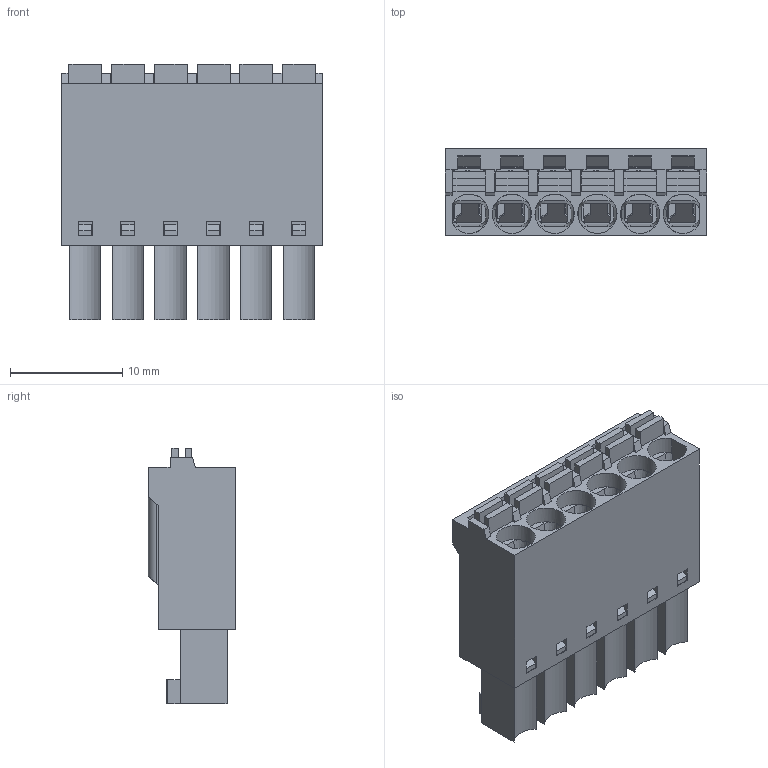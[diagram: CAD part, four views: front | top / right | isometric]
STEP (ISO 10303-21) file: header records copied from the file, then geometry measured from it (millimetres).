
FILE_DESCRIPTION(/* description */ ('Unknown'),/* implementation_level */ '2;1');
FILE_NAME(/* name */ '691304330006',/* time_stamp */ '2018-04-25T17:06:37+02:00',/* author */ ('Unknown'),/* organization */ ('Unknown'),/* preprocessor_version */ 'ST-DEVELOPER v16.7',/* originating_system */ 'DEX',/* authorisation */ $);
FILE_SCHEMA (('AUTOMOTIVE_DESIGN {1 0 10303 214 3 1 1}'));
Length unit declared in the file: millimetre
Products named in the file (6): 6913043000xx; 691304300006; 691304300006_Bas; 6913043000xx_Levier; 6913043000xx_Lamelle; 6913043000xx_Pin
Assembly tree (20 placements, depth 2):
  6913043000xx
    691304300006
    691304300006_Bas
    6913043000xx_Levier  x6
    6913043000xx_Lamelle  x6
    6913043000xx_Pin  x6
Bounding box: 23.26 x 7.8 x 22.8 mm (x, y, z)
Volume: 1830.9 mm3; surface area: 6457.4 mm2
Topology: 20 solids, 20 shells, 1772 faces, 4978 edges, 3240 vertices
Faces by surface type: plane 1382, cylinder 360, cone 30
Full cylindrical faces by diameter (mm): 1.2 x6, 3.5 x4
Entity records: 33432 total; most frequent: CARTESIAN_POINT 6033, ORIENTED_EDGE 5882, DIRECTION 5367, EDGE_CURVE 2941, LINE 2507, VECTOR 2507, VERTEX_POINT 1944, AXIS2_PLACEMENT_3D 1430
